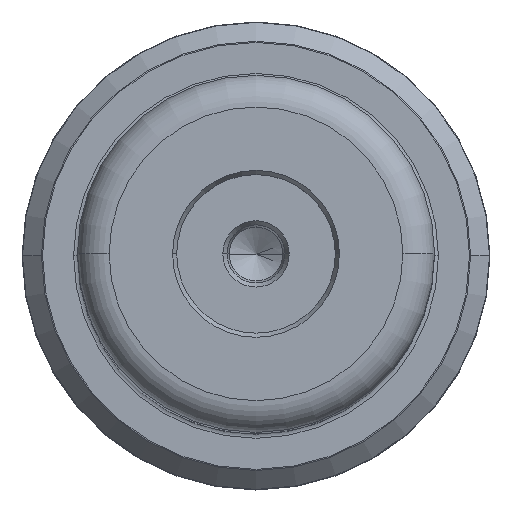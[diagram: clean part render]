
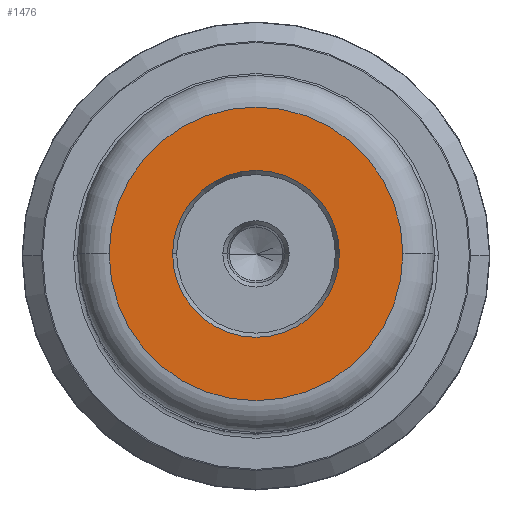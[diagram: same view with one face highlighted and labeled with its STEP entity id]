
A CAD part, top view. The second image highlights one B-rep face of the part: STEP entity #1476.
In plain terms, the highlighted planar face has unit normal (0, 0, 1).
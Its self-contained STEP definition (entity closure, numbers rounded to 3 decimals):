
#72 = DIRECTION ( 'NONE',  ( 0., 0., 1. ) ) ;
#168 = AXIS2_PLACEMENT_3D ( 'NONE', #712, #1964, #1657 ) ;
#303 = VERTEX_POINT ( 'NONE', #2354 ) ;
#374 = CIRCLE ( 'NONE', #168, 10.521 ) ;
#394 = DIRECTION ( 'NONE',  ( 1., 0., 0. ) ) ;
#529 = ORIENTED_EDGE ( 'NONE', *, *, #3900, .T. ) ;
#572 = CIRCLE ( 'NONE', #2741, 18.514 ) ;
#641 = ORIENTED_EDGE ( 'NONE', *, *, #3333, .T. ) ;
#710 = DIRECTION ( 'NONE',  ( 0., 0., 1. ) ) ;
#712 = CARTESIAN_POINT ( 'NONE',  ( 0., 0., 192. ) ) ;
#740 = DIRECTION ( 'NONE',  ( 1., 0., 0. ) ) ;
#1060 = PLANE ( 'NONE',  #1654 ) ;
#1333 = DIRECTION ( 'NONE',  ( 1., 0., 0. ) ) ;
#1476 = ADVANCED_FACE ( 'NONE', ( #1939, #1638 ), #1060, .T. ) ;
#1496 = VERTEX_POINT ( 'NONE', #2001 ) ;
#1624 = CIRCLE ( 'NONE', #3809, 18.514 ) ;
#1630 = VERTEX_POINT ( 'NONE', #2684 ) ;
#1638 = FACE_OUTER_BOUND ( 'NONE', #2598, .T. ) ;
#1654 = AXIS2_PLACEMENT_3D ( 'NONE', #1982, #710, #3265 ) ;
#1657 = DIRECTION ( 'NONE',  ( 1., 0., 0. ) ) ;
#1939 = FACE_BOUND ( 'NONE', #2263, .T. ) ;
#1964 = DIRECTION ( 'NONE',  ( 0., 0., -1. ) ) ;
#1982 = CARTESIAN_POINT ( 'NONE',  ( 0., 0., 192. ) ) ;
#2001 = CARTESIAN_POINT ( 'NONE',  ( -18.514, 0., 192. ) ) ;
#2255 = ORIENTED_EDGE ( 'NONE', *, *, #3283, .T. ) ;
#2263 = EDGE_LOOP ( 'NONE', ( #3060, #529 ) ) ;
#2307 = VERTEX_POINT ( 'NONE', #3913 ) ;
#2354 = CARTESIAN_POINT ( 'NONE',  ( 10.521, 0., 192. ) ) ;
#2583 = CARTESIAN_POINT ( 'NONE',  ( 0., 0., 192. ) ) ;
#2598 = EDGE_LOOP ( 'NONE', ( #641, #2255 ) ) ;
#2684 = CARTESIAN_POINT ( 'NONE',  ( -10.521, 0., 192. ) ) ;
#2718 = EDGE_CURVE ( 'NONE', #303, #1630, #3484, .T. ) ;
#2741 = AXIS2_PLACEMENT_3D ( 'NONE', #3861, #72, #394 ) ;
#2922 = DIRECTION ( 'NONE',  ( 0., 0., 1. ) ) ;
#3014 = AXIS2_PLACEMENT_3D ( 'NONE', #3228, #3481, #1333 ) ;
#3060 = ORIENTED_EDGE ( 'NONE', *, *, #2718, .T. ) ;
#3228 = CARTESIAN_POINT ( 'NONE',  ( 0., 0., 192. ) ) ;
#3265 = DIRECTION ( 'NONE',  ( 1., 0., 0. ) ) ;
#3283 = EDGE_CURVE ( 'NONE', #1496, #2307, #572, .T. ) ;
#3333 = EDGE_CURVE ( 'NONE', #2307, #1496, #1624, .T. ) ;
#3481 = DIRECTION ( 'NONE',  ( 0., 0., -1. ) ) ;
#3484 = CIRCLE ( 'NONE', #3014, 10.521 ) ;
#3809 = AXIS2_PLACEMENT_3D ( 'NONE', #2583, #2922, #740 ) ;
#3861 = CARTESIAN_POINT ( 'NONE',  ( 0., 0., 192. ) ) ;
#3900 = EDGE_CURVE ( 'NONE', #1630, #303, #374, .T. ) ;
#3913 = CARTESIAN_POINT ( 'NONE',  ( 18.514, 0., 192. ) ) ;
